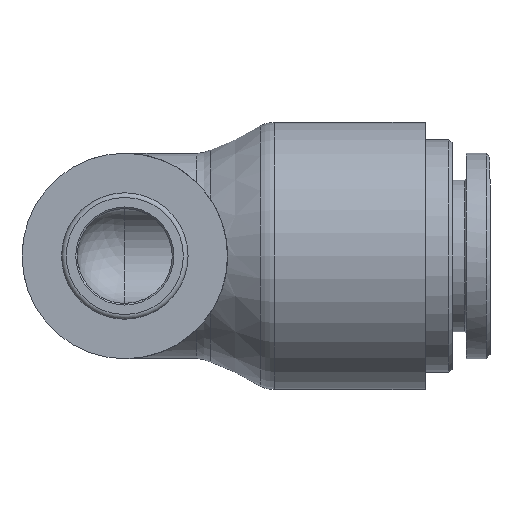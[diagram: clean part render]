
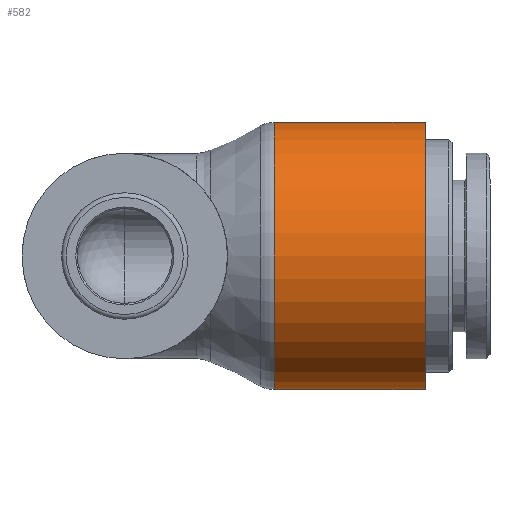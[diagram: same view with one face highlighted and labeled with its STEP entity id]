
A CAD part, front view. The second image highlights one B-rep face of the part: STEP entity #582.
In plain terms, the highlighted cylindrical face has radius 8.45 mm (diameter 16.9 mm), a full revolution.
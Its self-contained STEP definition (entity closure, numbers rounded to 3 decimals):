
#551=CARTESIAN_POINT('',(-9.538,8.45,0.));
#552=VERTEX_POINT('',#551);
#553=CARTESIAN_POINT('',(-9.538,0.,0.0));
#554=DIRECTION('',(-1.0,0.0,0.0));
#555=DIRECTION('',(0.0,-1.0,0.0));
#556=AXIS2_PLACEMENT_3D('',#553,#554,#555);
#557=CIRCLE('',#556,8.45);
#558=EDGE_CURVE('',#552,#552,#557,.T.);
#563=CARTESIAN_POINT('',(-5.,0.,0.0));
#564=DIRECTION('',(1.0,0.,0.0));
#565=DIRECTION('',(0.0,1.0,0.0));
#566=AXIS2_PLACEMENT_3D('',#563,#564,#565);
#567=CYLINDRICAL_SURFACE('',#566,8.45);
#568=CARTESIAN_POINT('',(0.,8.45,0.0));
#569=VERTEX_POINT('',#568);
#570=CARTESIAN_POINT('',(0.,0.,0.0));
#571=DIRECTION('',(1.0,0.0,0.0));
#572=DIRECTION('',(0.0,1.0,0.0));
#573=AXIS2_PLACEMENT_3D('',#570,#571,#572);
#574=CIRCLE('',#573,8.45);
#575=EDGE_CURVE('',#569,#569,#574,.T.);
#576=ORIENTED_EDGE('',*,*,#575,.F.);
#577=EDGE_LOOP('',(#576));
#578=FACE_OUTER_BOUND('',#577,.T.);
#579=ORIENTED_EDGE('',*,*,#558,.F.);
#580=EDGE_LOOP('',(#579));
#581=FACE_BOUND('',#580,.T.);
#582=ADVANCED_FACE('',(#578,#581),#567,.T.);
